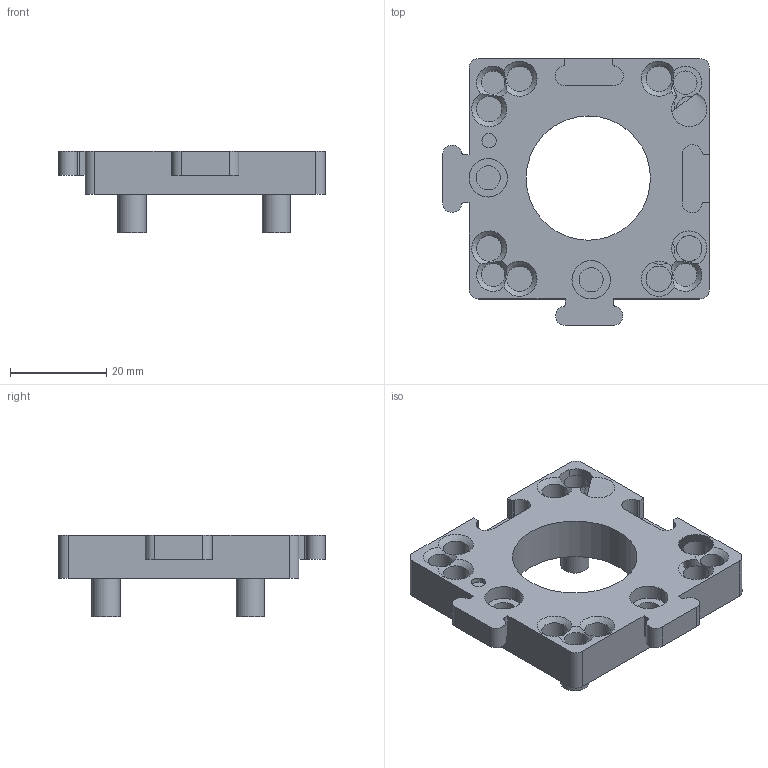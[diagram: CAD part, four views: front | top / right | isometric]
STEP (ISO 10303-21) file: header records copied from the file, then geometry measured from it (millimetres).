
FILE_DESCRIPTION(/* description */ (''),/* implementation_level */ '2;1');
FILE_NAME(/* name */ '20_Cube_Insert_PCO_Panda_CMount_v3.ipt.step',/* time_stamp */ '2022-11-29T08:07:58+01:00',/* author */ ('diederichbenedict'),/* organization */ (''),/* preprocessor_version */ 'ST-DEVELOPER v18.1',/* originating_system */ 'Autodesk Inventor 2022',/* authorisation */ '');
FILE_SCHEMA (('AUTOMOTIVE_DESIGN { 1 0 10303 214 3 1 1 }'));
Length unit declared in the file: millimetre
Products named in the file (1): 10_Base_puzzle_v3
Bounding box: 55.5 x 55.5 x 17 mm (x, y, z)
Volume: 16860.5 mm3; surface area: 8699.3 mm2
Topology: 1 solids, 1 shells, 99 faces, 244 edges, 160 vertices
Faces by surface type: plane 45, cylinder 42, cone 12
Full cylindrical faces by diameter (mm): 3 x1, 4.85 x4, 5 x2, 5.3 x8, 5.9 x4, 8 x2, 25.838 x1
Entity records: 3120 total; most frequent: CARTESIAN_POINT 622, DIRECTION 546, ORIENTED_EDGE 488, EDGE_CURVE 244, AXIS2_PLACEMENT_3D 213, VERTEX_POINT 160, LINE 120, VECTOR 120
